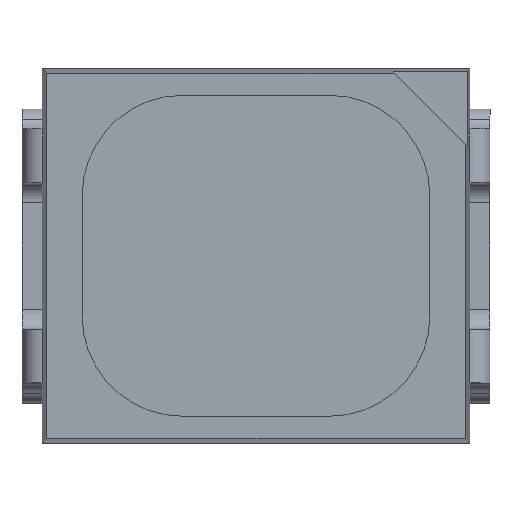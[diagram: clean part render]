
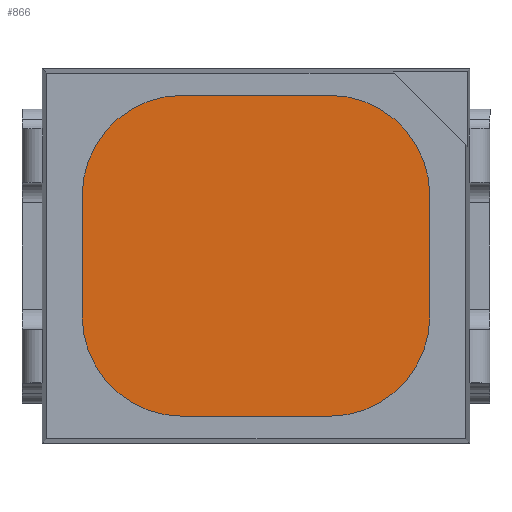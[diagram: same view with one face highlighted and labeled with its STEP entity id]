
A CAD part, top view. The second image highlights one B-rep face of the part: STEP entity #866.
In plain terms, the highlighted planar face has unit normal (0, 0, 1).
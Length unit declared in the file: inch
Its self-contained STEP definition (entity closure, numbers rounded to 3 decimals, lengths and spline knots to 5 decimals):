
#5 = EDGE_CURVE ( 'NONE', #564, #1598, #1839, .T. ) ;
#9 = VERTEX_POINT ( 'NONE', #2875 ) ;
#18 = CARTESIAN_POINT ( 'NONE',  ( 0.05118, -0.01772, 0. ) ) ;
#115 = CARTESIAN_POINT ( 'NONE',  ( -0.02165, -0.04724, 0. ) ) ;
#145 = DIRECTION ( 'NONE',  ( 0., 0., 1. ) ) ;
#214 = VECTOR ( 'NONE', #309, 39.37008 ) ;
#215 = EDGE_CURVE ( 'NONE', #9, #2635, #2573, .T. ) ;
#219 = CARTESIAN_POINT ( 'NONE',  ( -0.02165, -0.01772, 0. ) ) ;
#295 = DIRECTION ( 'NONE',  ( 0., -1., 0. ) ) ;
#296 = EDGE_CURVE ( 'NONE', #2196, #9, #1629, .T. ) ;
#300 = CARTESIAN_POINT ( 'NONE',  ( 0.02165, 0.04724, 0. ) ) ;
#309 = DIRECTION ( 'NONE',  ( 0., -1., 0. ) ) ;
#358 = EDGE_CURVE ( 'NONE', #1308, #2091, #954, .T. ) ;
#359 = VERTEX_POINT ( 'NONE', #599 ) ;
#377 = CARTESIAN_POINT ( 'NONE',  ( 0.02165, 0.01772, 0. ) ) ;
#399 = LINE ( 'NONE', #1009, #1396 ) ;
#498 = CARTESIAN_POINT ( 'NONE',  ( -0.05118, 0.01772, 0. ) ) ;
#505 = CARTESIAN_POINT ( 'NONE',  ( 0.02165, -0.01772, 0. ) ) ;
#527 = PLANE ( 'NONE',  #921 ) ;
#535 = DIRECTION ( 'NONE',  ( 0., 0., 1. ) ) ;
#540 = LINE ( 'NONE', #2821, #2842 ) ;
#564 = VERTEX_POINT ( 'NONE', #1319 ) ;
#599 = CARTESIAN_POINT ( 'NONE',  ( -0.05118, -0.01772, 0. ) ) ;
#644 = FACE_OUTER_BOUND ( 'NONE', #696, .T. ) ;
#696 = EDGE_LOOP ( 'NONE', ( #1381, #1253, #1136, #2222, #2120, #1966, #2895, #1828 ) ) ;
#754 = DIRECTION ( 'NONE',  ( 0., 0., 1. ) ) ;
#859 = AXIS2_PLACEMENT_3D ( 'NONE', #868, #1093, #2422 ) ;
#866 = ADVANCED_FACE ( 'NONE', ( #644 ), #527, .T. ) ;
#868 = CARTESIAN_POINT ( 'NONE',  ( -0.02165, 0.01772, 0. ) ) ;
#890 = DIRECTION ( 'NONE',  ( 0., 0., 1. ) ) ;
#921 = AXIS2_PLACEMENT_3D ( 'NONE', #1157, #754, #2752 ) ;
#954 = CIRCLE ( 'NONE', #2280, 0.02953 ) ;
#1009 = CARTESIAN_POINT ( 'NONE',  ( 0.05118, 0.01772, 0. ) ) ;
#1010 = LINE ( 'NONE', #498, #214 ) ;
#1093 = DIRECTION ( 'NONE',  ( 0., 0., 1. ) ) ;
#1098 = CARTESIAN_POINT ( 'NONE',  ( 0.05118, 0.01772, 0. ) ) ;
#1126 = EDGE_CURVE ( 'NONE', #2091, #564, #540, .T. ) ;
#1136 = ORIENTED_EDGE ( 'NONE', *, *, #1903, .T. ) ;
#1157 = CARTESIAN_POINT ( 'NONE',  ( -0.02165, 0.01772, 0. ) ) ;
#1253 = ORIENTED_EDGE ( 'NONE', *, *, #2713, .T. ) ;
#1308 = VERTEX_POINT ( 'NONE', #1098 ) ;
#1319 = CARTESIAN_POINT ( 'NONE',  ( -0.02165, 0.04724, 0. ) ) ;
#1380 = VECTOR ( 'NONE', #2564, 39.37008 ) ;
#1381 = ORIENTED_EDGE ( 'NONE', *, *, #5, .T. ) ;
#1396 = VECTOR ( 'NONE', #2588, 39.37008 ) ;
#1598 = VERTEX_POINT ( 'NONE', #2599 ) ;
#1629 = LINE ( 'NONE', #115, #1380 ) ;
#1654 = CARTESIAN_POINT ( 'NONE',  ( -0.02165, -0.04724, 0. ) ) ;
#1701 = DIRECTION ( 'NONE',  ( 0., 1., 0. ) ) ;
#1709 = DIRECTION ( 'NONE',  ( -1., 0., 0. ) ) ;
#1828 = ORIENTED_EDGE ( 'NONE', *, *, #1126, .T. ) ;
#1839 = CIRCLE ( 'NONE', #859, 0.02953 ) ;
#1903 = EDGE_CURVE ( 'NONE', #359, #2196, #2446, .T. ) ;
#1966 = ORIENTED_EDGE ( 'NONE', *, *, #2234, .T. ) ;
#2091 = VERTEX_POINT ( 'NONE', #300 ) ;
#2120 = ORIENTED_EDGE ( 'NONE', *, *, #215, .T. ) ;
#2196 = VERTEX_POINT ( 'NONE', #1654 ) ;
#2222 = ORIENTED_EDGE ( 'NONE', *, *, #296, .T. ) ;
#2234 = EDGE_CURVE ( 'NONE', #2635, #1308, #399, .T. ) ;
#2280 = AXIS2_PLACEMENT_3D ( 'NONE', #377, #145, #1701 ) ;
#2338 = AXIS2_PLACEMENT_3D ( 'NONE', #219, #890, #2901 ) ;
#2422 = DIRECTION ( 'NONE',  ( 0., -1., 0. ) ) ;
#2446 = CIRCLE ( 'NONE', #2338, 0.02953 ) ;
#2564 = DIRECTION ( 'NONE',  ( 1., 0., 0. ) ) ;
#2573 = CIRCLE ( 'NONE', #2585, 0.02953 ) ;
#2585 = AXIS2_PLACEMENT_3D ( 'NONE', #505, #535, #295 ) ;
#2588 = DIRECTION ( 'NONE',  ( 0., 1., 0. ) ) ;
#2599 = CARTESIAN_POINT ( 'NONE',  ( -0.05118, 0.01772, 0. ) ) ;
#2635 = VERTEX_POINT ( 'NONE', #18 ) ;
#2713 = EDGE_CURVE ( 'NONE', #1598, #359, #1010, .T. ) ;
#2752 = DIRECTION ( 'NONE',  ( 0., -1., 0. ) ) ;
#2821 = CARTESIAN_POINT ( 'NONE',  ( -0.02165, 0.04724, 0. ) ) ;
#2842 = VECTOR ( 'NONE', #1709, 39.37008 ) ;
#2875 = CARTESIAN_POINT ( 'NONE',  ( 0.02165, -0.04724, 0. ) ) ;
#2895 = ORIENTED_EDGE ( 'NONE', *, *, #358, .T. ) ;
#2901 = DIRECTION ( 'NONE',  ( 0., -1., 0. ) ) ;
